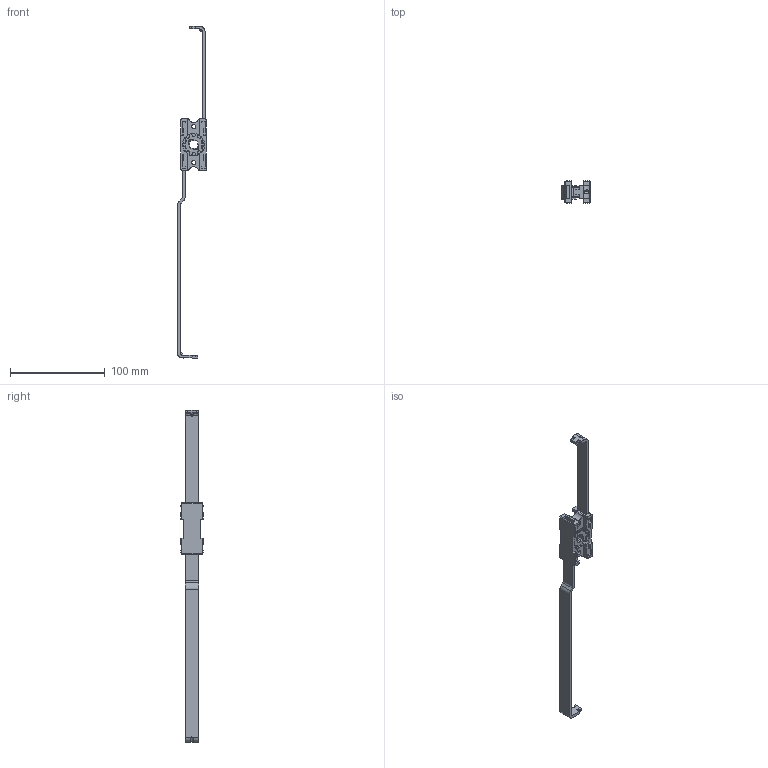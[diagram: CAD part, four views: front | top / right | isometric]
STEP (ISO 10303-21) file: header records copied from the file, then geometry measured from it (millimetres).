
FILE_DESCRIPTION((''),'2;1');
FILE_NAME('','2006-11-07T16:30:17',(''),(''),'','CADfix','');
FILE_SCHEMA(('AUTOMOTIVE_DESIGN'));
Length unit declared in the file: millimetre
Products named in the file (4): rod_2; rod_1; body; TEA_1121_U85_C_8271_36
Assembly tree (3 placements, depth 2):
  TEA_1121_U85_C_8271_36
    rod_2
    rod_1
    body
Bounding box: 30.5 x 23.4 x 350 mm (x, y, z)
Volume: 29154.4 mm3; surface area: 25628.9 mm2
Topology: 3 solids, 3 shells, 612 faces, 1810 edges, 1196 vertices
Faces by surface type: bspline 612
Entity records: 18637 total; most frequent: CARTESIAN_POINT 8182, ORIENTED_EDGE 3620, EDGE_CURVE 1810, QUASI_UNIFORM_CURVE 1394, VERTEX_POINT 1196, EDGE_LOOP 646, FACE_OUTER_BOUND 612, ADVANCED_FACE 612
